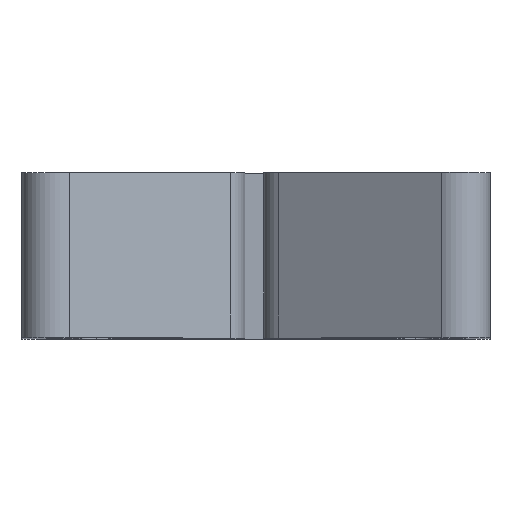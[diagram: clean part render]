
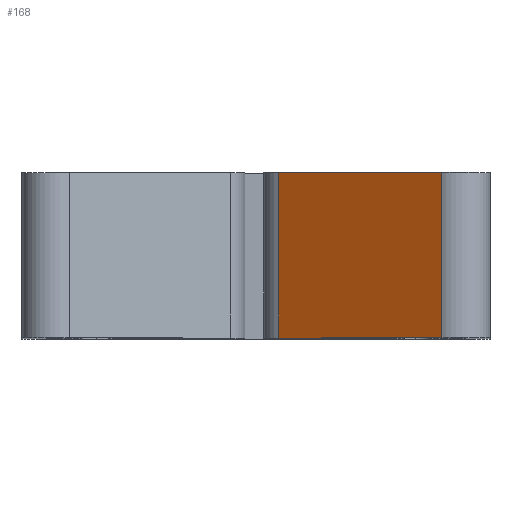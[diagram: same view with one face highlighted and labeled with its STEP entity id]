
A CAD part, top view. The second image highlights one B-rep face of the part: STEP entity #168.
In plain terms, the highlighted planar face has unit normal (-0.54, 0, 0.842).
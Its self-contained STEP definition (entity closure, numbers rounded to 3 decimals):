
#168 = ADVANCED_FACE( '', ( #358 ), #359, .T. );
#358 = FACE_OUTER_BOUND( '', #565, .T. );
#359 = PLANE( '', #566 );
#565 = EDGE_LOOP( '', ( #1020, #1021, #1022, #1023 ) );
#566 = AXIS2_PLACEMENT_3D( '', #1024, #1025, #1026 );
#1020 = ORIENTED_EDGE( '', *, *, #1376, .F. );
#1021 = ORIENTED_EDGE( '', *, *, #1307, .F. );
#1022 = ORIENTED_EDGE( '', *, *, #1395, .T. );
#1023 = ORIENTED_EDGE( '', *, *, #1266, .T. );
#1024 = CARTESIAN_POINT( '', ( 5.96, -2.65, 26.08 ) );
#1025 = DIRECTION( '', ( -0.54, 0., 0.842 ) );
#1026 = DIRECTION( '', ( 0.842, 0., 0.54 ) );
#1266 = EDGE_CURVE( '', #1511, #1508, #1512, .T. );
#1307 = EDGE_CURVE( '', #1581, #1577, #1583, .T. );
#1376 = EDGE_CURVE( '', #1577, #1508, #1701, .T. );
#1395 = EDGE_CURVE( '', #1581, #1511, #1727, .T. );
#1508 = VERTEX_POINT( '', #1866 );
#1511 = VERTEX_POINT( '', #1869 );
#1512 = LINE( '', #1870, #1871 );
#1577 = VERTEX_POINT( '', #1965 );
#1581 = VERTEX_POINT( '', #1970 );
#1583 = LINE( '', #1972, #1973 );
#1701 = LINE( '', #2163, #2164 );
#1727 = LINE( '', #2199, #2200 );
#1866 = CARTESIAN_POINT( '', ( 5.96, 2.65, 26.08 ) );
#1869 = CARTESIAN_POINT( '', ( 5.96, -2.65, 26.08 ) );
#1870 = CARTESIAN_POINT( '', ( 5.96, -2.65, 26.08 ) );
#1871 = VECTOR( '', #2430, 1000. );
#1965 = CARTESIAN_POINT( '', ( 0.727, 2.65, 22.722 ) );
#1970 = CARTESIAN_POINT( '', ( 0.727, -2.65, 22.722 ) );
#1972 = CARTESIAN_POINT( '', ( 0.727, -2.65, 22.722 ) );
#1973 = VECTOR( '', #2474, 1000. );
#2163 = CARTESIAN_POINT( '', ( 5.96, 2.65, 26.08 ) );
#2164 = VECTOR( '', #2559, 1000. );
#2199 = CARTESIAN_POINT( '', ( 5.96, -2.65, 26.08 ) );
#2200 = VECTOR( '', #2584, 1000. );
#2430 = DIRECTION( '', ( 0., 1., 0. ) );
#2474 = DIRECTION( '', ( 0., 1., 0. ) );
#2559 = DIRECTION( '', ( 0.842, 0., 0.54 ) );
#2584 = DIRECTION( '', ( 0.842, 0., 0.54 ) );
